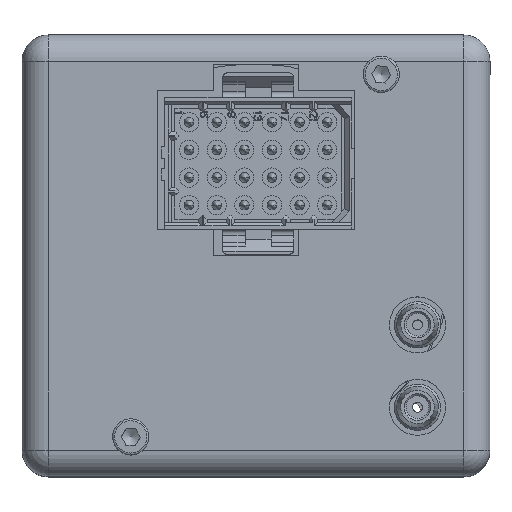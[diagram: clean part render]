
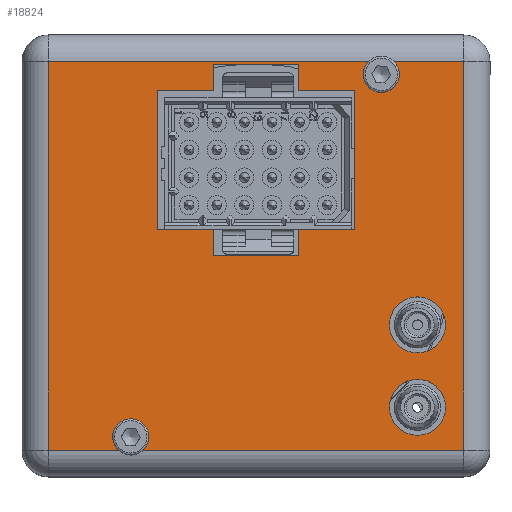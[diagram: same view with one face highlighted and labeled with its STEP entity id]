
A CAD part, top view. The second image highlights one B-rep face of the part: STEP entity #18824.
In plain terms, the highlighted face is planar.
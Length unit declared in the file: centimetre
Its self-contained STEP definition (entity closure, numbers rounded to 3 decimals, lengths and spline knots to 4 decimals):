
#638=VECTOR('',#29743,1.);
#639=VECTOR('',#29744,1.);
#640=VECTOR('',#29745,1.);
#641=VECTOR('',#29746,1.);
#642=VECTOR('',#29747,1.);
#643=VECTOR('',#29748,1.);
#644=VECTOR('',#29749,1.);
#645=VECTOR('',#29750,1.);
#646=VECTOR('',#29751,1.);
#647=VECTOR('',#29752,1.);
#648=VECTOR('',#29753,1.);
#649=VECTOR('',#29754,1.);
#650=VECTOR('',#29755,1.);
#651=VECTOR('',#29756,1.);
#652=VECTOR('',#29757,1.);
#653=VECTOR('',#29758,1.);
#2560=LINE('',#22103,#638);
#2561=LINE('',#22106,#639);
#2562=LINE('',#22108,#640);
#2563=LINE('',#22110,#641);
#2564=LINE('',#22111,#642);
#2565=LINE('',#22114,#643);
#2566=LINE('',#22116,#644);
#2567=LINE('',#22118,#645);
#2568=LINE('',#22120,#646);
#2569=LINE('',#22122,#647);
#2570=LINE('',#22124,#648);
#2571=LINE('',#22126,#649);
#2572=LINE('',#22128,#650);
#2573=LINE('',#22130,#651);
#2574=LINE('',#22132,#652);
#2575=LINE('',#22134,#653);
#4733=PLANE('',#20013);
#5476=VERTEX_POINT('',#22086);
#5478=VERTEX_POINT('',#22091);
#5480=VERTEX_POINT('',#22096);
#5482=VERTEX_POINT('',#22101);
#5483=VERTEX_POINT('',#22104);
#5484=VERTEX_POINT('',#22105);
#5485=VERTEX_POINT('',#22107);
#5486=VERTEX_POINT('',#22109);
#5487=VERTEX_POINT('',#22112);
#5488=VERTEX_POINT('',#22113);
#5489=VERTEX_POINT('',#22115);
#5490=VERTEX_POINT('',#22117);
#5491=VERTEX_POINT('',#22119);
#5492=VERTEX_POINT('',#22121);
#5493=VERTEX_POINT('',#22123);
#5494=VERTEX_POINT('',#22125);
#5495=VERTEX_POINT('',#22127);
#5496=VERTEX_POINT('',#22129);
#5497=VERTEX_POINT('',#22131);
#5498=VERTEX_POINT('',#22133);
#7192=CIRCLE('',#20003,0.175);
#7194=CIRCLE('',#20006,0.425);
#7196=CIRCLE('',#20009,0.425);
#7198=CIRCLE('',#20012,0.175);
#8024=EDGE_CURVE('',#5476,#5476,#7192,.T.);
#8026=EDGE_CURVE('',#5478,#5478,#7194,.T.);
#8028=EDGE_CURVE('',#5480,#5480,#7196,.T.);
#8030=EDGE_CURVE('',#5482,#5482,#7198,.T.);
#8031=EDGE_CURVE('',#5483,#5484,#2560,.T.);
#8032=EDGE_CURVE('',#5485,#5483,#2561,.T.);
#8033=EDGE_CURVE('',#5486,#5485,#2562,.T.);
#8034=EDGE_CURVE('',#5484,#5486,#2563,.T.);
#8035=EDGE_CURVE('',#5487,#5488,#2564,.T.);
#8036=EDGE_CURVE('',#5488,#5489,#2565,.T.);
#8037=EDGE_CURVE('',#5489,#5490,#2566,.T.);
#8038=EDGE_CURVE('',#5490,#5491,#2567,.T.);
#8039=EDGE_CURVE('',#5491,#5492,#2568,.T.);
#8040=EDGE_CURVE('',#5492,#5493,#2569,.T.);
#8041=EDGE_CURVE('',#5493,#5494,#2570,.T.);
#8042=EDGE_CURVE('',#5494,#5495,#2571,.T.);
#8043=EDGE_CURVE('',#5495,#5496,#2572,.T.);
#8044=EDGE_CURVE('',#5496,#5497,#2573,.T.);
#8045=EDGE_CURVE('',#5497,#5498,#2574,.T.);
#8046=EDGE_CURVE('',#5498,#5487,#2575,.T.);
#10914=ORIENTED_EDGE('',*,*,#8031,.F.);
#10915=ORIENTED_EDGE('',*,*,#8032,.F.);
#10916=ORIENTED_EDGE('',*,*,#8033,.F.);
#10917=ORIENTED_EDGE('',*,*,#8034,.F.);
#10918=ORIENTED_EDGE('',*,*,#8035,.T.);
#10919=ORIENTED_EDGE('',*,*,#8036,.T.);
#10920=ORIENTED_EDGE('',*,*,#8037,.T.);
#10921=ORIENTED_EDGE('',*,*,#8038,.T.);
#10922=ORIENTED_EDGE('',*,*,#8039,.T.);
#10923=ORIENTED_EDGE('',*,*,#8040,.T.);
#10924=ORIENTED_EDGE('',*,*,#8041,.T.);
#10925=ORIENTED_EDGE('',*,*,#8042,.T.);
#10926=ORIENTED_EDGE('',*,*,#8043,.T.);
#10927=ORIENTED_EDGE('',*,*,#8044,.T.);
#10928=ORIENTED_EDGE('',*,*,#8045,.T.);
#10929=ORIENTED_EDGE('',*,*,#8046,.T.);
#10930=ORIENTED_EDGE('',*,*,#8030,.T.);
#10931=ORIENTED_EDGE('',*,*,#8028,.T.);
#10932=ORIENTED_EDGE('',*,*,#8026,.T.);
#10933=ORIENTED_EDGE('',*,*,#8024,.T.);
#16168=EDGE_LOOP('',(#10914,#10915,#10916,#10917));
#16169=EDGE_LOOP('',(#10918,#10919,#10920,#10921,#10922,#10923,#10924,#10925,
#10926,#10927,#10928,#10929));
#16170=EDGE_LOOP('',(#10930));
#16171=EDGE_LOOP('',(#10931));
#16172=EDGE_LOOP('',(#10932));
#16173=EDGE_LOOP('',(#10933));
#17519=FACE_BOUND('',#16168,.T.);
#17520=FACE_BOUND('',#16169,.T.);
#17521=FACE_BOUND('',#16170,.T.);
#17522=FACE_BOUND('',#16171,.T.);
#17523=FACE_BOUND('',#16172,.T.);
#17524=FACE_BOUND('',#16173,.T.);
#18824=ADVANCED_FACE('',(#17519,#17520,#17521,#17522,#17523,#17524),#4733,
.F.);
#20003=AXIS2_PLACEMENT_3D('',#22085,#29722,#29723);
#20006=AXIS2_PLACEMENT_3D('',#22090,#29728,#29729);
#20009=AXIS2_PLACEMENT_3D('',#22095,#29734,#29735);
#20012=AXIS2_PLACEMENT_3D('',#22100,#29740,#29741);
#20013=AXIS2_PLACEMENT_3D('',#22102,#29742,$);
#22085=CARTESIAN_POINT('',(1.9,-2.75,0.));
#22086=CARTESIAN_POINT('',(1.725,-2.75,0.));
#22090=CARTESIAN_POINT('',(2.45,1.05,0.));
#22091=CARTESIAN_POINT('',(2.025,1.05,0.));
#22095=CARTESIAN_POINT('',(2.45,2.3,0.));
#22096=CARTESIAN_POINT('',(2.025,2.3,0.));
#22100=CARTESIAN_POINT('',(-1.9,2.75,0.));
#22101=CARTESIAN_POINT('',(-2.075,2.75,0.));
#22102=CARTESIAN_POINT('',(0.,0.,0.));
#22103=CARTESIAN_POINT('',(3.15,1.675,0.));
#22104=CARTESIAN_POINT('',(3.15,-2.95,0.));
#22105=CARTESIAN_POINT('',(3.15,2.95,0.));
#22106=CARTESIAN_POINT('',(1.775,-2.95,0.));
#22107=CARTESIAN_POINT('',(-3.15,-2.95,0.));
#22108=CARTESIAN_POINT('',(-3.15,-1.675,0.));
#22109=CARTESIAN_POINT('',(-3.15,2.95,0.));
#22110=CARTESIAN_POINT('',(-1.775,2.95,0.));
#22111=CARTESIAN_POINT('',(-0.65,-0.2,0.));
#22112=CARTESIAN_POINT('',(-0.65,0.,0.));
#22113=CARTESIAN_POINT('',(-0.65,-0.4,0.));
#22114=CARTESIAN_POINT('',(-0.75,-0.4,0.));
#22115=CARTESIAN_POINT('',(-1.5,-0.4,0.));
#22116=CARTESIAN_POINT('',(-1.5,-0.725,0.));
#22117=CARTESIAN_POINT('',(-1.5,-2.5,0.));
#22118=CARTESIAN_POINT('',(-0.325,-2.5,0.));
#22119=CARTESIAN_POINT('',(-0.65,-2.5,0.));
#22120=CARTESIAN_POINT('',(-0.65,-1.45,0.));
#22121=CARTESIAN_POINT('',(-0.65,-2.9,0.));
#22122=CARTESIAN_POINT('',(0.,-2.9,0.));
#22123=CARTESIAN_POINT('',(0.65,-2.9,0.));
#22124=CARTESIAN_POINT('',(0.65,-1.25,0.));
#22125=CARTESIAN_POINT('',(0.65,-2.5,0.));
#22126=CARTESIAN_POINT('',(0.75,-2.5,0.));
#22127=CARTESIAN_POINT('',(1.5,-2.5,0.));
#22128=CARTESIAN_POINT('',(1.5,-0.725,0.));
#22129=CARTESIAN_POINT('',(1.5,-0.4,0.));
#22130=CARTESIAN_POINT('',(0.325,-0.4,0.));
#22131=CARTESIAN_POINT('',(0.65,-0.4,0.));
#22132=CARTESIAN_POINT('',(0.65,0.,0.));
#22133=CARTESIAN_POINT('',(0.65,0.,0.));
#22134=CARTESIAN_POINT('',(0.,0.,0.));
#29722=DIRECTION('',(0.,0.,1.));
#29723=DIRECTION('',(0.175,0.,0.));
#29728=DIRECTION('',(0.,0.,1.));
#29729=DIRECTION('',(0.425,0.,0.));
#29734=DIRECTION('',(0.,0.,1.));
#29735=DIRECTION('',(0.425,0.,0.));
#29740=DIRECTION('',(0.,0.,1.));
#29741=DIRECTION('',(0.175,0.,0.));
#29742=DIRECTION('',(0.,0.,1.));
#29743=DIRECTION('',(0.,1.,0.));
#29744=DIRECTION('',(1.,0.,0.));
#29745=DIRECTION('',(0.,-1.,0.));
#29746=DIRECTION('',(-1.,0.,0.));
#29747=DIRECTION('',(0.,-1.,0.));
#29748=DIRECTION('',(-1.,0.,0.));
#29749=DIRECTION('',(0.,-1.,0.));
#29750=DIRECTION('',(1.,0.,0.));
#29751=DIRECTION('',(0.,-1.,0.));
#29752=DIRECTION('',(1.,0.,0.));
#29753=DIRECTION('',(0.,1.,0.));
#29754=DIRECTION('',(1.,0.,0.));
#29755=DIRECTION('',(0.,1.,0.));
#29756=DIRECTION('',(-1.,0.,0.));
#29757=DIRECTION('',(0.,1.,0.));
#29758=DIRECTION('',(-1.,0.,0.));
